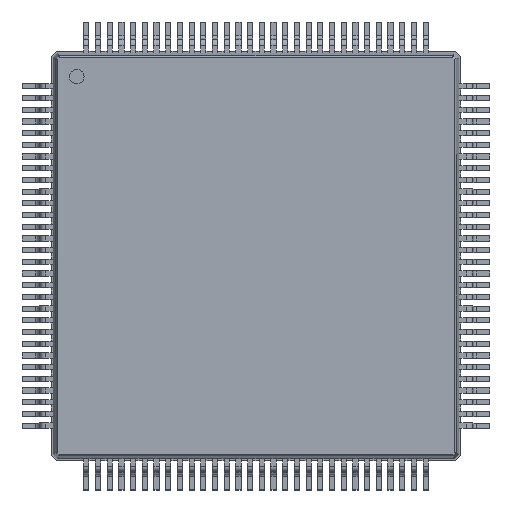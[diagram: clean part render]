
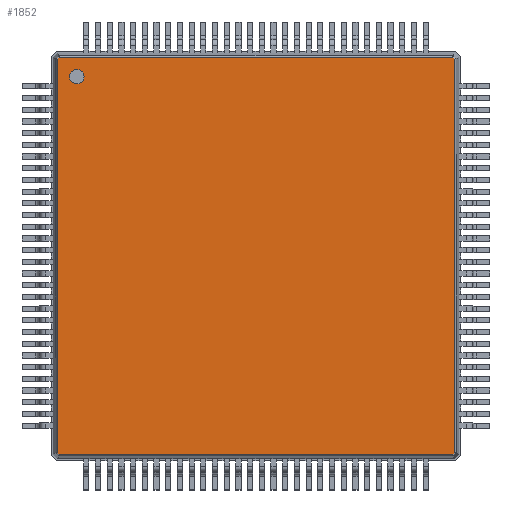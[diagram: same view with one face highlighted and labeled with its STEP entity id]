
A CAD part, top view. The second image highlights one B-rep face of the part: STEP entity #1852.
In plain terms, the highlighted planar face has unit normal (0, 0, 1).
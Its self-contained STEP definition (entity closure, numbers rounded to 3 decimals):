
#13=DIRECTION('',(0.,0.,1.));
#43=CARTESIAN_POINT('',(-6.74,6.829,1.1));
#321=VERTEX_POINT('',#322);
#322=CARTESIAN_POINT('',(-6.724,6.789,1.1));
#339=EDGE_CURVE('',#321,#340,#342,.T.);
#340=VERTEX_POINT('',#341);
#341=CARTESIAN_POINT('',(6.724,6.789,1.1));
#342=B_SPLINE_CURVE_WITH_KNOTS('',2,(#343,#344,#345,#346,#347),.UNSPECIFIED.,.F.,.F.,(3,1,1,3),(-0.7,-0.04,13.52,14.18),.UNSPECIFIED.);
#343=CARTESIAN_POINT('',(-7.44,6.789,1.1));
#344=CARTESIAN_POINT('',(-7.11,6.789,1.1));
#345=CARTESIAN_POINT('',(0.,6.789,1.1));
#346=CARTESIAN_POINT('',(7.11,6.789,1.1));
#347=CARTESIAN_POINT('',(7.44,6.789,1.1));
#1484=DIRECTION('',(0.,-1.,0.));
#1783=EDGE_CURVE('',#340,#1784,#1786,.T.);
#1784=VERTEX_POINT('',#1785);
#1785=CARTESIAN_POINT('',(6.789,6.724,1.1));
#1786=B_SPLINE_CURVE_WITH_KNOTS('',2,(#1787,#1788,#1789,#1790,#1791),.UNSPECIFIED.,.F.,.F.,(3,1,1,3),(-0.291,-0.04,0.167,0.418),.UNSPECIFIED.);
#1787=CARTESIAN_POINT('',(6.505,7.007,1.1));
#1788=CARTESIAN_POINT('',(6.594,6.918,1.1));
#1789=CARTESIAN_POINT('',(6.756,6.756,1.1));
#1790=CARTESIAN_POINT('',(6.918,6.594,1.1));
#1791=CARTESIAN_POINT('',(7.007,6.505,1.1));
#1820=VERTEX_POINT('',#1821);
#1821=CARTESIAN_POINT('',(-6.789,6.724,1.1));
#1838=EDGE_CURVE('',#1820,#321,#1839,.T.);
#1839=B_SPLINE_CURVE_WITH_KNOTS('',2,(#1840,#1841,#1842,#1843,#1844),.UNSPECIFIED.,.F.,.F.,(3,1,1,3),(-0.291,-0.04,0.167,0.418),.UNSPECIFIED.);
#1840=CARTESIAN_POINT('',(-7.007,6.505,1.1));
#1841=CARTESIAN_POINT('',(-6.918,6.594,1.1));
#1842=CARTESIAN_POINT('',(-6.756,6.756,1.1));
#1843=CARTESIAN_POINT('',(-6.594,6.918,1.1));
#1844=CARTESIAN_POINT('',(-6.505,7.007,1.1));
#1852=ADVANCED_FACE('',(#1853,#1906),#1916,.T.);
#1853=FACE_BOUND('',#1854,.T.);
#1854=EDGE_LOOP('',(#1855,#1856,#1857,#1867,#1877,#1887,#1897,#1905));
#1855=ORIENTED_EDGE('',*,*,#339,.F.);
#1856=ORIENTED_EDGE('',*,*,#1838,.F.);
#1857=ORIENTED_EDGE('',*,*,#1858,.F.);
#1858=EDGE_CURVE('',#1859,#1820,#1861,.T.);
#1859=VERTEX_POINT('',#1860);
#1860=CARTESIAN_POINT('',(-6.789,-6.724,1.1));
#1861=B_SPLINE_CURVE_WITH_KNOTS('',2,(#1862,#1863,#1864,#1865,#1866),.UNSPECIFIED.,.F.,.F.,(3,1,1,3),(-0.7,-0.04,13.52,14.18),.UNSPECIFIED.);
#1862=CARTESIAN_POINT('',(-6.789,-7.44,1.1));
#1863=CARTESIAN_POINT('',(-6.789,-7.11,1.1));
#1864=CARTESIAN_POINT('',(-6.789,0.,1.1));
#1865=CARTESIAN_POINT('',(-6.789,7.11,1.1));
#1866=CARTESIAN_POINT('',(-6.789,7.44,1.1));
#1867=ORIENTED_EDGE('',*,*,#1868,.F.);
#1868=EDGE_CURVE('',#1869,#1859,#1871,.T.);
#1869=VERTEX_POINT('',#1870);
#1870=CARTESIAN_POINT('',(-6.724,-6.789,1.1));
#1871=B_SPLINE_CURVE_WITH_KNOTS('',2,(#1872,#1873,#1874,#1875,#1876),.UNSPECIFIED.,.F.,.F.,(3,1,1,3),(-0.291,-0.04,0.167,0.418),.UNSPECIFIED.);
#1872=CARTESIAN_POINT('',(-6.505,-7.007,1.1));
#1873=CARTESIAN_POINT('',(-6.594,-6.918,1.1));
#1874=CARTESIAN_POINT('',(-6.756,-6.756,1.1));
#1875=CARTESIAN_POINT('',(-6.918,-6.594,1.1));
#1876=CARTESIAN_POINT('',(-7.007,-6.505,1.1));
#1877=ORIENTED_EDGE('',*,*,#1878,.F.);
#1878=EDGE_CURVE('',#1879,#1869,#1881,.T.);
#1879=VERTEX_POINT('',#1880);
#1880=CARTESIAN_POINT('',(6.724,-6.789,1.1));
#1881=B_SPLINE_CURVE_WITH_KNOTS('',2,(#1882,#1883,#1884,#1885,#1886),.UNSPECIFIED.,.F.,.F.,(3,1,1,3),(-0.7,-0.04,13.52,14.18),.UNSPECIFIED.);
#1882=CARTESIAN_POINT('',(7.44,-6.789,1.1));
#1883=CARTESIAN_POINT('',(7.11,-6.789,1.1));
#1884=CARTESIAN_POINT('',(0.,-6.789,1.1));
#1885=CARTESIAN_POINT('',(-7.11,-6.789,1.1));
#1886=CARTESIAN_POINT('',(-7.44,-6.789,1.1));
#1887=ORIENTED_EDGE('',*,*,#1888,.F.);
#1888=EDGE_CURVE('',#1889,#1879,#1891,.T.);
#1889=VERTEX_POINT('',#1890);
#1890=CARTESIAN_POINT('',(6.789,-6.724,1.1));
#1891=B_SPLINE_CURVE_WITH_KNOTS('',2,(#1892,#1893,#1894,#1895,#1896),.UNSPECIFIED.,.F.,.F.,(3,1,1,3),(-0.291,-0.04,0.167,0.418),.UNSPECIFIED.);
#1892=CARTESIAN_POINT('',(7.007,-6.505,1.1));
#1893=CARTESIAN_POINT('',(6.918,-6.594,1.1));
#1894=CARTESIAN_POINT('',(6.756,-6.756,1.1));
#1895=CARTESIAN_POINT('',(6.594,-6.918,1.1));
#1896=CARTESIAN_POINT('',(6.505,-7.007,1.1));
#1897=ORIENTED_EDGE('',*,*,#1898,.F.);
#1898=EDGE_CURVE('',#1784,#1889,#1899,.T.);
#1899=B_SPLINE_CURVE_WITH_KNOTS('',2,(#1900,#1901,#1902,#1903,#1904),.UNSPECIFIED.,.F.,.F.,(3,1,1,3),(-0.7,-0.04,13.52,14.18),.UNSPECIFIED.);
#1900=CARTESIAN_POINT('',(6.789,7.44,1.1));
#1901=CARTESIAN_POINT('',(6.789,7.11,1.1));
#1902=CARTESIAN_POINT('',(6.789,0.,1.1));
#1903=CARTESIAN_POINT('',(6.789,-7.11,1.1));
#1904=CARTESIAN_POINT('',(6.789,-7.44,1.1));
#1905=ORIENTED_EDGE('',*,*,#1783,.F.);
#1906=FACE_BOUND('',#1907,.T.);
#1907=EDGE_LOOP('',(#1908));
#1908=ORIENTED_EDGE('',*,*,#1909,.T.);
#1909=EDGE_CURVE('',#1910,#1910,#1912,.T.);
#1910=VERTEX_POINT('',#1911);
#1911=CARTESIAN_POINT('',(-6.129,5.879,1.1));
#1912=CIRCLE('',#1913,0.25);
#1913=AXIS2_PLACEMENT_3D('',#1914,#1915,#1484);
#1914=CARTESIAN_POINT('',(-6.129,6.129,1.1));
#1915=DIRECTION('',(0.,-0.,-1.));
#1916=PLANE('',#1917);
#1917=AXIS2_PLACEMENT_3D('',#43,#13,#1918);
#1918=DIRECTION('',(0.702,-0.712,0.));
